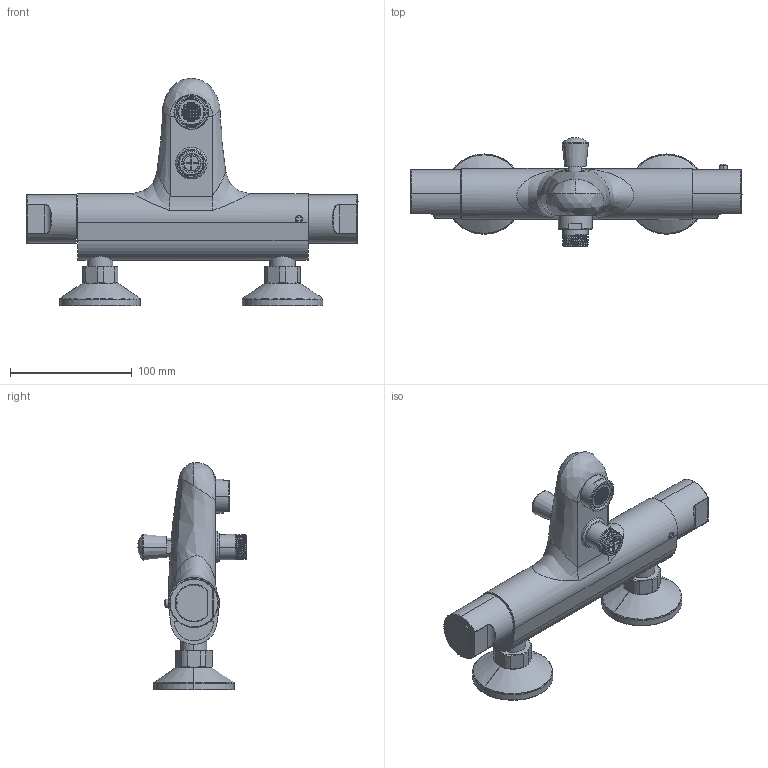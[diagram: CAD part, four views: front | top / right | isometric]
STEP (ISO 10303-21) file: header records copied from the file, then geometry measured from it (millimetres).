
FILE_DESCRIPTION((''),'2;1');
FILE_NAME('EQS022CRNEW','2021-11-10T17:31:13',('ut3'),('PAFFONI SpA'),'CREO PARAMETRIC BY PTC INC, 2020044','CREO PARAMETRIC BY PTC INC, 2020044','');
FILE_SCHEMA(('CONFIG_CONTROL_DESIGN','SHAPE_APPEARANCE_LAYERS_GROUPS'));
Products named in the file (1): EQS022CRNEW
Bounding box: 272.94 x 89.5 x 186.95 mm (x, y, z)
Volume: 256686.9 mm3; surface area: 185984.5 mm2
Topology: 6 solids, 9 shells, 9458 faces, 28026 edges, 18581 vertices
Faces by surface type: plane 8819, cylinder 388, cone 116, torus 76, bspline 32, sphere 27
Entity records: 349053 total; most frequent: CARTESIAN_POINT 68457, ORIENTED_EDGE 56038, DIRECTION 48660, EDGE_CURVE 28019, VECTOR 25472, LINE 25472, VERTEX_POINT 18581, EDGE_LOOP 13732
